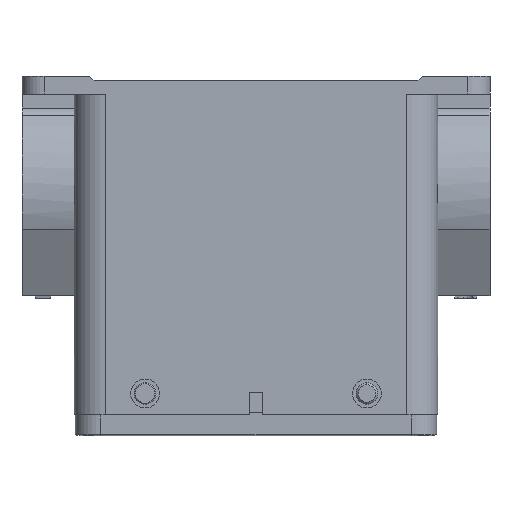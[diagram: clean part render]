
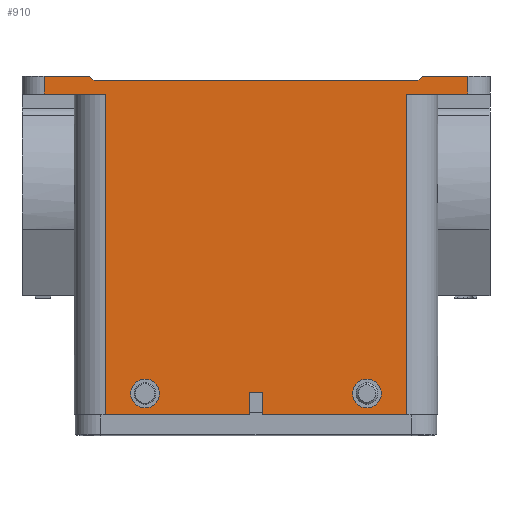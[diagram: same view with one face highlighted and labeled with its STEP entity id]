
A CAD part, front view. The second image highlights one B-rep face of the part: STEP entity #910.
In plain terms, the highlighted planar face has unit normal (0, -1, 0).
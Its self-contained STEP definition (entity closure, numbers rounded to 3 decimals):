
#618=CIRCLE('',#6351,3.25);
#619=CIRCLE('',#6352,3.25);
#620=CIRCLE('',#6353,3.25);
#621=CIRCLE('',#6354,3.25);
#910=ADVANCED_FACE('NONE',(#2383,#2384,#2385),#1254,.F.);
#1254=PLANE('',#6355);
#1443=LINE('',#9064,#1914);
#1447=LINE('',#9074,#1918);
#1450=LINE('',#9092,#1921);
#1487=LINE('',#9208,#1958);
#1488=LINE('',#9216,#1959);
#1489=LINE('',#9219,#1960);
#1490=LINE('',#9220,#1961);
#1491=LINE('',#9221,#1962);
#1492=LINE('',#9222,#1963);
#1493=LINE('',#9224,#1964);
#1494=LINE('',#9226,#1965);
#1495=LINE('',#9228,#1966);
#1496=LINE('',#9230,#1967);
#1497=LINE('',#9232,#1968);
#1498=LINE('',#9234,#1969);
#1499=LINE('',#9236,#1970);
#1914=VECTOR('',#7034,1.);
#1918=VECTOR('',#7042,1.);
#1921=VECTOR('',#7059,1.);
#1958=VECTOR('',#7170,1.);
#1959=VECTOR('',#7179,1.);
#1960=VECTOR('',#7180,1.);
#1961=VECTOR('',#7181,1.);
#1962=VECTOR('',#7182,1.);
#1963=VECTOR('',#7183,1.);
#1964=VECTOR('',#7184,1.);
#1965=VECTOR('',#7185,1.);
#1966=VECTOR('',#7186,1.);
#1967=VECTOR('',#7187,1.);
#1968=VECTOR('',#7188,1.);
#1969=VECTOR('',#7189,1.);
#1970=VECTOR('',#7190,1.);
#2383=FACE_BOUND('',#2482,.T.);
#2384=FACE_BOUND('',#2483,.T.);
#2385=FACE_BOUND('',#2484,.T.);
#2482=EDGE_LOOP('',(#3049,#3050));
#2483=EDGE_LOOP('',(#3051,#3052,#3053,#3054,#3055,#3056,#3057,#3058,#3059,
#3060,#3061,#3062,#3063,#3064,#3065,#3066));
#2484=EDGE_LOOP('',(#3067,#3068));
#3049=ORIENTED_EDGE('',*,*,#5425,.F.);
#3050=ORIENTED_EDGE('',*,*,#5426,.F.);
#3051=ORIENTED_EDGE('',*,*,#5427,.F.);
#3052=ORIENTED_EDGE('',*,*,#5428,.F.);
#3053=ORIENTED_EDGE('',*,*,#5423,.F.);
#3054=ORIENTED_EDGE('',*,*,#5350,.F.);
#3055=ORIENTED_EDGE('',*,*,#5429,.F.);
#3056=ORIENTED_EDGE('',*,*,#5355,.T.);
#3057=ORIENTED_EDGE('',*,*,#5430,.F.);
#3058=ORIENTED_EDGE('',*,*,#5364,.F.);
#3059=ORIENTED_EDGE('',*,*,#5431,.F.);
#3060=ORIENTED_EDGE('',*,*,#5432,.F.);
#3061=ORIENTED_EDGE('',*,*,#5433,.F.);
#3062=ORIENTED_EDGE('',*,*,#5434,.F.);
#3063=ORIENTED_EDGE('',*,*,#5435,.F.);
#3064=ORIENTED_EDGE('',*,*,#5436,.F.);
#3065=ORIENTED_EDGE('',*,*,#5437,.F.);
#3066=ORIENTED_EDGE('',*,*,#5438,.F.);
#3067=ORIENTED_EDGE('',*,*,#5439,.F.);
#3068=ORIENTED_EDGE('',*,*,#5440,.F.);
#4749=VERTEX_POINT('',#9065);
#4750=VERTEX_POINT('',#9066);
#4752=VERTEX_POINT('',#9073);
#4753=VERTEX_POINT('',#9075);
#4760=VERTEX_POINT('',#9091);
#4761=VERTEX_POINT('',#9093);
#4803=VERTEX_POINT('',#9209);
#4804=VERTEX_POINT('',#9213);
#4805=VERTEX_POINT('',#9214);
#4806=VERTEX_POINT('',#9217);
#4807=VERTEX_POINT('',#9218);
#4808=VERTEX_POINT('',#9223);
#4809=VERTEX_POINT('',#9225);
#4810=VERTEX_POINT('',#9227);
#4811=VERTEX_POINT('',#9229);
#4812=VERTEX_POINT('',#9231);
#4813=VERTEX_POINT('',#9233);
#4814=VERTEX_POINT('',#9235);
#4815=VERTEX_POINT('',#9238);
#4816=VERTEX_POINT('',#9239);
#5350=EDGE_CURVE('NONE',#4749,#4750,#1443,.T.);
#5355=EDGE_CURVE('NONE',#4753,#4752,#1447,.T.);
#5364=EDGE_CURVE('NONE',#4760,#4761,#1450,.T.);
#5423=EDGE_CURVE('NONE',#4750,#4803,#1487,.T.);
#5425=EDGE_CURVE('NONE',#4804,#4805,#618,.T.);
#5426=EDGE_CURVE('NONE',#4805,#4804,#619,.T.);
#5427=EDGE_CURVE('NONE',#4806,#4807,#1488,.T.);
#5428=EDGE_CURVE('NONE',#4803,#4806,#1489,.T.);
#5429=EDGE_CURVE('NONE',#4753,#4749,#1490,.T.);
#5430=EDGE_CURVE('NONE',#4761,#4752,#1491,.T.);
#5431=EDGE_CURVE('NONE',#4808,#4760,#1492,.T.);
#5432=EDGE_CURVE('NONE',#4809,#4808,#1493,.T.);
#5433=EDGE_CURVE('NONE',#4810,#4809,#1494,.T.);
#5434=EDGE_CURVE('NONE',#4811,#4810,#1495,.T.);
#5435=EDGE_CURVE('NONE',#4812,#4811,#1496,.T.);
#5436=EDGE_CURVE('NONE',#4813,#4812,#1497,.T.);
#5437=EDGE_CURVE('NONE',#4814,#4813,#1498,.T.);
#5438=EDGE_CURVE('',#4807,#4814,#1499,.T.);
#5439=EDGE_CURVE('NONE',#4815,#4816,#620,.T.);
#5440=EDGE_CURVE('NONE',#4816,#4815,#621,.T.);
#6351=AXIS2_PLACEMENT_3D('',#9212,#7175,#7176);
#6352=AXIS2_PLACEMENT_3D('',#9215,#7177,#7178);
#6353=AXIS2_PLACEMENT_3D('',#9237,#7191,#7192);
#6354=AXIS2_PLACEMENT_3D('',#9240,#7193,#7194);
#6355=AXIS2_PLACEMENT_3D('',#9241,#7195,#7196);
#7034=DIRECTION('',(1.,0.,0.));
#7042=DIRECTION('',(-1.,0.,0.));
#7059=DIRECTION('',(1.,0.,0.));
#7170=DIRECTION('',(0.,0.,-1.));
#7175=DIRECTION('',(0.,-1.,0.));
#7176=DIRECTION('',(0.,0.,-1.));
#7177=DIRECTION('',(0.,-1.,0.));
#7178=DIRECTION('',(0.,0.,-1.));
#7179=DIRECTION('',(0.,0.,-1.));
#7180=DIRECTION('',(-1.,0.,0.));
#7181=DIRECTION('',(0.707,0.,0.707));
#7182=DIRECTION('',(0.707,0.,-0.707));
#7183=DIRECTION('',(0.,0.,1.));
#7184=DIRECTION('',(-1.,0.,0.));
#7185=DIRECTION('',(0.,0.,1.));
#7186=DIRECTION('',(-1.,0.,0.));
#7187=DIRECTION('',(0.,0.,-1.));
#7188=DIRECTION('',(-1.,0.,0.));
#7189=DIRECTION('',(0.,0.,1.));
#7190=DIRECTION('',(-1.,0.,0.));
#7191=DIRECTION('',(0.,-1.,0.));
#7192=DIRECTION('',(0.,0.,-1.));
#7193=DIRECTION('',(0.,-1.,0.));
#7194=DIRECTION('',(0.,0.,-1.));
#7195=DIRECTION('',(0.,1.,0.));
#7196=DIRECTION('',(0.,0.,1.));
#9064=CARTESIAN_POINT('',(-53.,-28.25,0.));
#9065=CARTESIAN_POINT('',(37.5,-28.25,0.));
#9066=CARTESIAN_POINT('',(47.75,-28.25,0.));
#9073=CARTESIAN_POINT('',(-36.5,-28.25,-1.));
#9074=CARTESIAN_POINT('',(-36.5,-28.25,-1.));
#9075=CARTESIAN_POINT('',(36.5,-28.25,-1.));
#9091=CARTESIAN_POINT('',(-47.75,-28.25,0.));
#9092=CARTESIAN_POINT('',(-53.,-28.25,0.));
#9093=CARTESIAN_POINT('',(-37.5,-28.25,0.));
#9208=CARTESIAN_POINT('',(47.75,-28.25,-49.816));
#9209=CARTESIAN_POINT('',(47.75,-28.25,-4.));
#9212=CARTESIAN_POINT('',(-25.,-28.25,-71.5));
#9213=CARTESIAN_POINT('',(-25.,-28.25,-74.75));
#9214=CARTESIAN_POINT('',(-25.,-28.25,-68.25));
#9215=CARTESIAN_POINT('',(-25.,-28.25,-71.5));
#9216=CARTESIAN_POINT('',(34.,-28.25,0.));
#9217=CARTESIAN_POINT('',(34.,-28.25,-4.));
#9218=CARTESIAN_POINT('',(34.,-28.25,-76.322));
#9219=CARTESIAN_POINT('',(0.,-28.25,-4.));
#9220=CARTESIAN_POINT('',(36.5,-28.25,-1.));
#9221=CARTESIAN_POINT('',(-37.5,-28.25,0.));
#9222=CARTESIAN_POINT('',(-47.75,-28.25,0.));
#9223=CARTESIAN_POINT('',(-47.75,-28.25,-4.));
#9224=CARTESIAN_POINT('',(0.,-28.25,-4.));
#9225=CARTESIAN_POINT('',(-34.,-28.25,-4.));
#9226=CARTESIAN_POINT('',(-34.,-28.25,0.));
#9227=CARTESIAN_POINT('',(-34.,-28.25,-76.322));
#9228=CARTESIAN_POINT('',(0.,-28.25,-76.322));
#9229=CARTESIAN_POINT('',(-1.5,-28.25,-76.322));
#9230=CARTESIAN_POINT('',(-1.5,-28.25,0.));
#9231=CARTESIAN_POINT('',(-1.5,-28.25,-71.322));
#9232=CARTESIAN_POINT('',(0.,-28.25,-71.322));
#9233=CARTESIAN_POINT('',(1.5,-28.25,-71.322));
#9234=CARTESIAN_POINT('',(1.5,-28.25,0.));
#9235=CARTESIAN_POINT('',(1.5,-28.25,-76.322));
#9236=CARTESIAN_POINT('',(0.,-28.25,-76.322));
#9237=CARTESIAN_POINT('',(25.,-28.25,-71.5));
#9238=CARTESIAN_POINT('',(25.,-28.25,-74.75));
#9239=CARTESIAN_POINT('',(25.,-28.25,-68.25));
#9240=CARTESIAN_POINT('',(25.,-28.25,-71.5));
#9241=CARTESIAN_POINT('',(0.,-28.25,0.));
